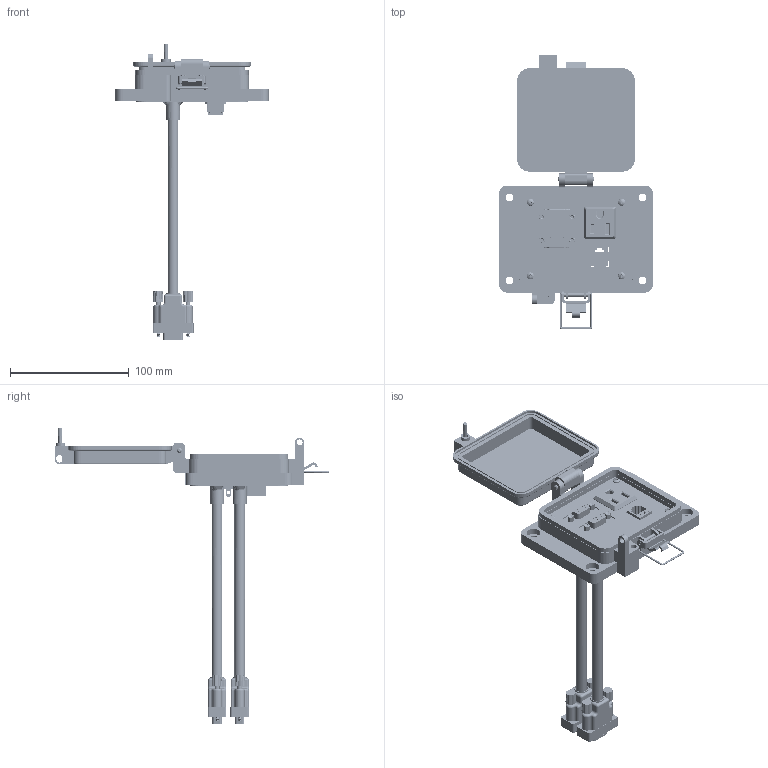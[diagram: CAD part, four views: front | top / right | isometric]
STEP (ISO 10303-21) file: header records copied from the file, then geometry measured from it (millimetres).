
FILE_DESCRIPTION (( 'STEP AP203' ), '1' );
FILE_NAME ('P-R2R3#2-K3R0_3D.STEP', '2022-06-01T16:10:47', ( '' ), ( '' ), 'SwSTEP 2.0', 'SolidWorks 2021', '' );
FILE_SCHEMA (( 'CONFIG_CONTROL_DESIGN' ));
Length unit declared in the file: millimetre
Products named in the file (16): Z-H-K3_B; R; Z-300-RJ45CAT5; Z-200-OTLT-R0SQ; P-R2R3#2-K3R0_3D; Z-020-2024; Z-000-440316 NUT_95130A110; P-R2R3#2-K3R0_TP060_1; Z-000-440316 JACK SCREW_92710A212; Z-000-4243316TFP; 92005A124_METRIC PAN HEAD PHILLIPS MACHINE SCREW_92005A124; P-R2R3#2-K3R0_BP180_1; -K3; R3; P-R2R3#2-K3R0_FP060_1; R2
Assembly tree (27 placements, depth 3):
  P-R2R3#2-K3R0_3D
    -K3
      Z-H-K3_B
    P-R2R3#2-K3R0_BP180_1
    P-R2R3#2-K3R0_FP060_1
    P-R2R3#2-K3R0_TP060_1
    Z-000-4243316TFP  x3
    R3  x2
      Z-020-2024
    R
      Z-200-OTLT-R0SQ
    R2
      Z-300-RJ45CAT5
    Z-000-440316 JACK SCREW_92710A212  x4
    Z-000-440316 NUT_95130A110  x4
    92005A124_METRIC PAN HEAD PHILLIPS MACHINE SCREW_92005A124  x4
Bounding box: 129 x 231.18 x 249.28 mm (x, y, z)
Volume: 225251.5 mm3; surface area: 143362 mm2
Topology: 36 solids, 70 shells, 4653 faces, 12552 edges, 8134 vertices
Faces by surface type: cylinder 1961, plane 1648, bspline 694, cone 272, torus 54, sphere 24
Entity records: 111303 total; most frequent: CARTESIAN_POINT 49984, ORIENTED_EDGE 13418, DIRECTION 10891, EDGE_CURVE 6709, VERTEX_POINT 4385, LINE 3705, VECTOR 3705, AXIS2_PLACEMENT_3D 3593
